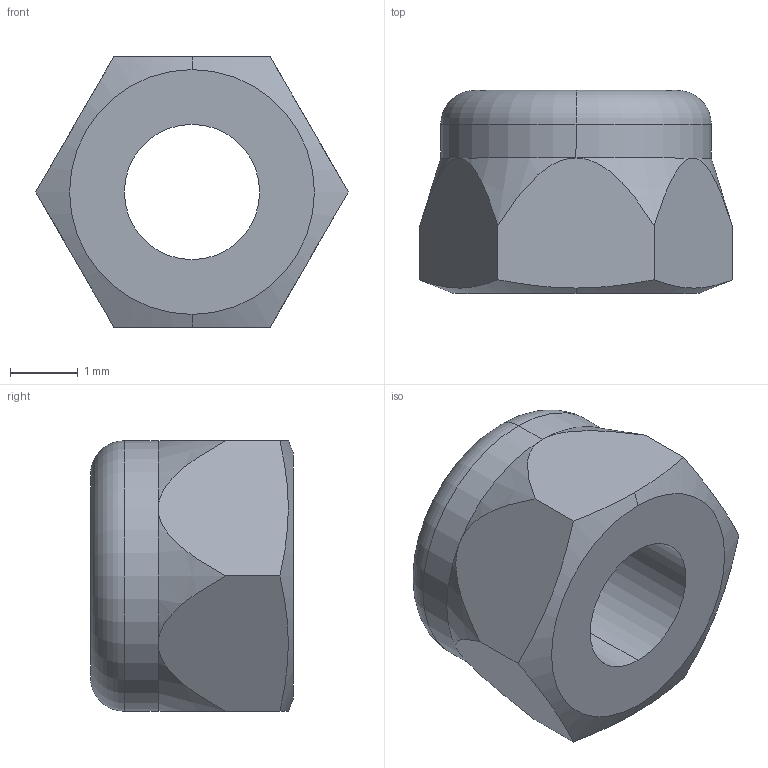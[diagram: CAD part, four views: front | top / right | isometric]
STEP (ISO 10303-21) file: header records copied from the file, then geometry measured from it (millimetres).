
FILE_DESCRIPTION (( 'STEP AP214' ), '1' );
FILE_NAME ('nut M2.STEP', '2024-05-09T04:26:17', ( '' ), ( '' ), 'SwSTEP 2.0', 'SolidWorks 2023', '' );
FILE_SCHEMA (( 'AUTOMOTIVE_DESIGN' ));
Length unit declared in the file: millimetre
Products named in the file (1): nut M2
Bounding box: 4.62 x 3 x 4 mm (x, y, z)
Volume: 29.6 mm3; surface area: 74.7 mm2
Topology: 1 solids, 1 shells, 22 faces, 50 edges, 30 vertices
Faces by surface type: cone 8, plane 8, cylinder 4, torus 2
Entity records: 731 total; most frequent: CARTESIAN_POINT 235, ORIENTED_EDGE 100, DIRECTION 94, EDGE_CURVE 50, AXIS2_PLACEMENT_3D 41, VERTEX_POINT 30, EDGE_LOOP 24, ADVANCED_FACE 22
